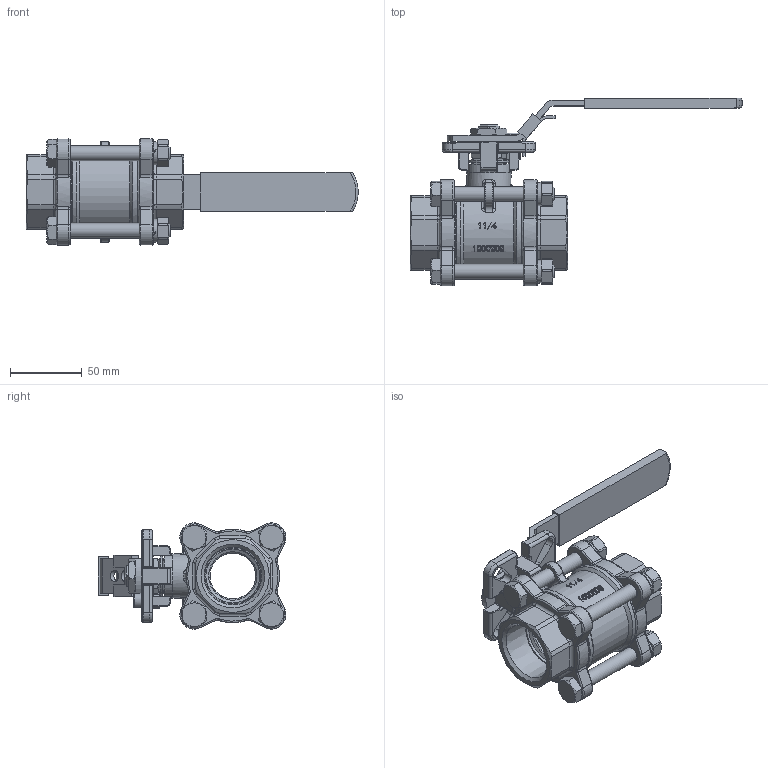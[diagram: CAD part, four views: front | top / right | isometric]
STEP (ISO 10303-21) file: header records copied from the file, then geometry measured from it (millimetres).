
FILE_DESCRIPTION (( 'STEP AP203' ), '1' );
FILE_NAME ('KV-L30-NPS1.25-忒梟.STEP', '2024-10-23T07:30:11', ( 'Sky123.Org' ), ( 'Sky123.Org' ), 'SwSTEP 2.0', 'SolidWorks 2013', '' );
FILE_SCHEMA (( 'CONFIG_CONTROL_DESIGN' ));
Products named in the file (1): KV-L30-NPS1.25-忒梟
Bounding box: 231.72 x 131.04 x 74.02 mm (x, y, z)
Volume: 338098.5 mm3; surface area: 126960.3 mm2
Topology: 26 solids, 26 shells, 1245 faces, 3161 edges, 1985 vertices
Faces by surface type: plane 490, bspline 327, cylinder 310, cone 118
Full cylindrical faces by diameter (mm): 4.917 x1, 6 x1, 8 x2, 8.376 x4, 9 x1, 10 x5, 10.4 x4, 10.5 x2, 10.9 x4, 11 x8, 12.7 x1, 13.096 x1, 14.287 x1, 14.4 x2, 14.684 x1, 15 x2, 16.1 x4, 22 x1, 24 x1, 28.58 x2, 31 x1, 31.2 x1, 32 x3, 37.694 x2, 65 x2
Entity records: 59074 total; most frequent: CARTESIAN_POINT 32264, ORIENTED_EDGE 5982, DIRECTION 4656, EDGE_CURVE 2991, VERTEX_POINT 1933, AXIS2_PLACEMENT_3D 1641, EDGE_LOOP 1450, VECTOR 1374
